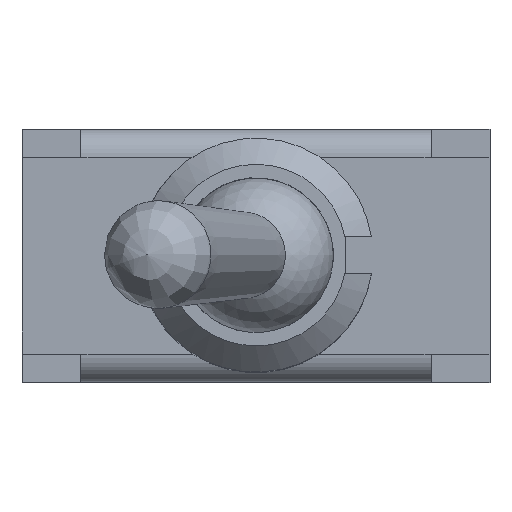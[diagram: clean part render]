
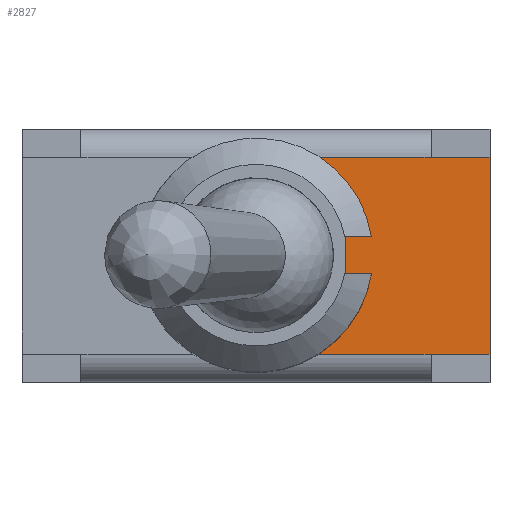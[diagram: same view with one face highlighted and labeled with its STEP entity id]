
A CAD part, top view. The second image highlights one B-rep face of the part: STEP entity #2827.
In plain terms, the highlighted planar face has unit normal (0, 0, 1).
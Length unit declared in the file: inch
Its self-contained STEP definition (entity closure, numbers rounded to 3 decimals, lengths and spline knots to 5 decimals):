
#2343=CARTESIAN_POINT('',(0.06764,-0.10512,0.08778));
#2344=VERTEX_POINT('',#2343);
#2368=CARTESIAN_POINT('',(0.06764,0.10512,0.08778));
#2369=VERTEX_POINT('',#2368);
#2557=CARTESIAN_POINT('',(0.09542,-0.02008,0.08778));
#2558=VERTEX_POINT('',#2557);
#2565=CARTESIAN_POINT('',(0.09542,0.02008,0.08778));
#2566=VERTEX_POINT('',#2565);
#2567=CARTESIAN_POINT('',(0.09542,0.02008,0.08778));
#2568=DIRECTION('',(0.0,-1.0,0.0));
#2569=VECTOR('',#2568,0.04016);
#2570=LINE('',#2567,#2569);
#2571=EDGE_CURVE('',#2566,#2558,#2570,.T.);
#2589=CARTESIAN_POINT('',(0.12338,0.02008,0.08778));
#2590=VERTEX_POINT('',#2589);
#2591=CARTESIAN_POINT('',(0.12338,0.02008,0.08778));
#2592=DIRECTION('',(-1.0,0.0,0.0));
#2593=VECTOR('',#2592,0.02795);
#2594=LINE('',#2591,#2593);
#2595=EDGE_CURVE('',#2590,#2566,#2594,.T.);
#2612=CARTESIAN_POINT('',(0.12338,-0.02008,0.08778));
#2613=VERTEX_POINT('',#2612);
#2620=CARTESIAN_POINT('',(0.09542,-0.02008,0.08778));
#2621=DIRECTION('',(1.0,0.0,0.0));
#2622=VECTOR('',#2621,0.02795);
#2623=LINE('',#2620,#2622);
#2624=EDGE_CURVE('',#2558,#2613,#2623,.T.);
#2637=CARTESIAN_POINT('',(0.0,0.0,0.08778));
#2638=DIRECTION('',(0.0,0.0,-1.0));
#2639=DIRECTION('',(0.987,0.161,0.0));
#2640=AXIS2_PLACEMENT_3D('',#2637,#2638,#2639);
#2641=CIRCLE('',#2640,0.125);
#2642=EDGE_CURVE('',#2369,#2590,#2641,.T.);
#2653=CARTESIAN_POINT('',(0.0,0.0,0.08778));
#2654=DIRECTION('',(0.0,0.0,-1.0));
#2655=DIRECTION('',(0.987,0.161,0.0));
#2656=AXIS2_PLACEMENT_3D('',#2653,#2654,#2655);
#2657=CIRCLE('',#2656,0.125);
#2658=EDGE_CURVE('',#2613,#2344,#2657,.T.);
#2777=CARTESIAN_POINT('',(0.05852,0.11563,0.08778));
#2778=DIRECTION('',(0.0,0.0,1.0));
#2779=DIRECTION('',(1.0,0.0,0.0));
#2780=AXIS2_PLACEMENT_3D('',#2777,#2778,#2779);
#2781=PLANE('',#2780);
#2782=ORIENTED_EDGE('',*,*,#2642,.T.);
#2783=ORIENTED_EDGE('',*,*,#2595,.T.);
#2784=ORIENTED_EDGE('',*,*,#2571,.T.);
#2785=ORIENTED_EDGE('',*,*,#2624,.T.);
#2786=ORIENTED_EDGE('',*,*,#2658,.T.);
#2787=CARTESIAN_POINT('',(0.18701,-0.10512,0.08778));
#2788=VERTEX_POINT('',#2787);
#2789=CARTESIAN_POINT('',(0.06764,-0.10512,0.08778));
#2790=DIRECTION('',(1.0,0.0,0.0));
#2791=VECTOR('',#2790,0.11937);
#2792=LINE('',#2789,#2791);
#2793=EDGE_CURVE('',#2344,#2788,#2792,.T.);
#2794=ORIENTED_EDGE('',*,*,#2793,.T.);
#2795=CARTESIAN_POINT('',(0.25,-0.10512,0.08778));
#2796=VERTEX_POINT('',#2795);
#2797=CARTESIAN_POINT('',(0.18701,-0.10512,0.08778));
#2798=DIRECTION('',(1.0,0.0,0.0));
#2799=VECTOR('',#2798,0.06299);
#2800=LINE('',#2797,#2799);
#2801=EDGE_CURVE('',#2788,#2796,#2800,.T.);
#2802=ORIENTED_EDGE('',*,*,#2801,.T.);
#2803=CARTESIAN_POINT('',(0.25,0.10512,0.08778));
#2804=VERTEX_POINT('',#2803);
#2805=CARTESIAN_POINT('',(0.25,-0.10512,0.08778));
#2806=DIRECTION('',(0.0,1.0,0.0));
#2807=VECTOR('',#2806,0.21024);
#2808=LINE('',#2805,#2807);
#2809=EDGE_CURVE('',#2796,#2804,#2808,.T.);
#2810=ORIENTED_EDGE('',*,*,#2809,.T.);
#2811=CARTESIAN_POINT('',(0.18701,0.10512,0.08778));
#2812=VERTEX_POINT('',#2811);
#2813=CARTESIAN_POINT('',(0.18701,0.10512,0.08778));
#2814=DIRECTION('',(1.0,0.0,0.0));
#2815=VECTOR('',#2814,0.06299);
#2816=LINE('',#2813,#2815);
#2817=EDGE_CURVE('',#2812,#2804,#2816,.T.);
#2818=ORIENTED_EDGE('',*,*,#2817,.F.);
#2819=CARTESIAN_POINT('',(0.06764,0.10512,0.08778));
#2820=DIRECTION('',(1.0,0.0,0.0));
#2821=VECTOR('',#2820,0.11937);
#2822=LINE('',#2819,#2821);
#2823=EDGE_CURVE('',#2369,#2812,#2822,.T.);
#2824=ORIENTED_EDGE('',*,*,#2823,.F.);
#2825=EDGE_LOOP('',(#2782,#2783,#2784,#2785,#2786,#2794,#2802,#2810,#2818,#2824));
#2826=FACE_OUTER_BOUND('',#2825,.T.);
#2827=ADVANCED_FACE('',(#2826),#2781,.T.);
